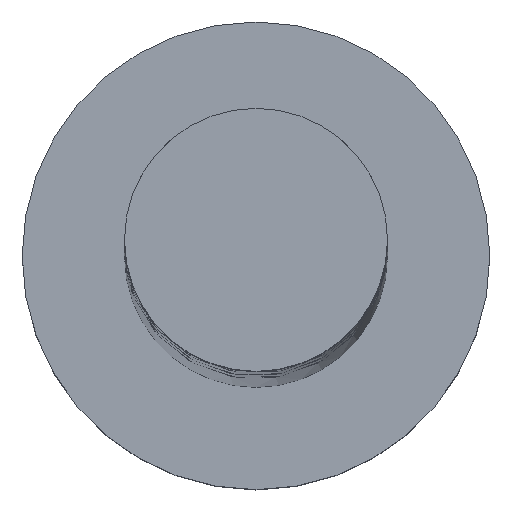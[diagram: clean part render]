
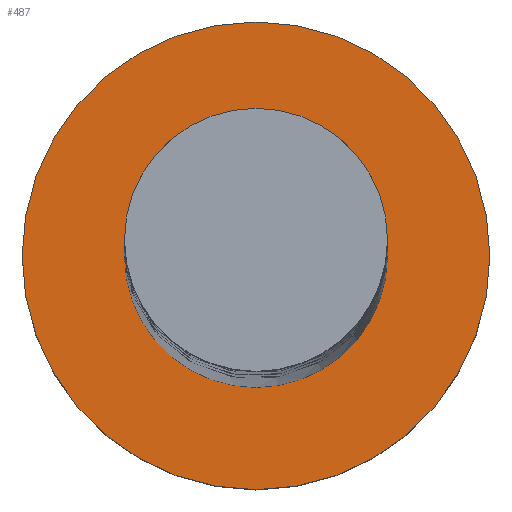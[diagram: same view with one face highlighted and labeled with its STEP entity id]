
A CAD part, top view. The second image highlights one B-rep face of the part: STEP entity #487.
In plain terms, the highlighted planar face has unit normal (0, 0, 1).
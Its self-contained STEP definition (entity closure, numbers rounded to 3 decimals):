
#8 = DIRECTION ( 'NONE',  ( 0., 0., 1. ) ) ;
#16 = ORIENTED_EDGE ( 'NONE', *, *, #596, .F. ) ;
#88 = CARTESIAN_POINT ( 'NONE',  ( -4., 0., 3. ) ) ;
#95 = EDGE_CURVE ( 'NONE', #1580, #1633, #853, .T. ) ;
#127 = CARTESIAN_POINT ( 'NONE',  ( 0., 0., 3. ) ) ;
#163 = CIRCLE ( 'NONE', #238, 4. ) ;
#191 = CIRCLE ( 'NONE', #757, 4. ) ;
#231 = FACE_BOUND ( 'NONE', #315, .T. ) ;
#238 = AXIS2_PLACEMENT_3D ( 'NONE', #1295, #8, #288 ) ;
#288 = DIRECTION ( 'NONE',  ( 1., 0., 0. ) ) ;
#315 = EDGE_LOOP ( 'NONE', ( #1065, #16 ) ) ;
#381 = CARTESIAN_POINT ( 'NONE',  ( 2.25, 0., 3. ) ) ;
#487 = ADVANCED_FACE ( 'NONE', ( #231, #1650 ), #751, .T. ) ;
#528 = AXIS2_PLACEMENT_3D ( 'NONE', #536, #1562, #1623 ) ;
#536 = CARTESIAN_POINT ( 'NONE',  ( 0., 0., 3. ) ) ;
#586 = CARTESIAN_POINT ( 'NONE',  ( 4., 0., 3. ) ) ;
#593 = DIRECTION ( 'NONE',  ( 0., 0., 1. ) ) ;
#596 = EDGE_CURVE ( 'NONE', #1633, #1580, #1410, .T. ) ;
#614 = AXIS2_PLACEMENT_3D ( 'NONE', #1121, #1160, #1001 ) ;
#637 = ORIENTED_EDGE ( 'NONE', *, *, #939, .T. ) ;
#643 = DIRECTION ( 'NONE',  ( 0., 0., 1. ) ) ;
#710 = VERTEX_POINT ( 'NONE', #88 ) ;
#751 = PLANE ( 'NONE',  #528 ) ;
#757 = AXIS2_PLACEMENT_3D ( 'NONE', #127, #643, #1144 ) ;
#774 = EDGE_CURVE ( 'NONE', #710, #1481, #191, .T. ) ;
#853 = CIRCLE ( 'NONE', #614, 2.25 ) ;
#908 = ORIENTED_EDGE ( 'NONE', *, *, #774, .T. ) ;
#939 = EDGE_CURVE ( 'NONE', #1481, #710, #163, .T. ) ;
#1001 = DIRECTION ( 'NONE',  ( 1., 0., 0. ) ) ;
#1065 = ORIENTED_EDGE ( 'NONE', *, *, #95, .F. ) ;
#1112 = AXIS2_PLACEMENT_3D ( 'NONE', #1619, #593, #1626 ) ;
#1121 = CARTESIAN_POINT ( 'NONE',  ( 0., 0., 3. ) ) ;
#1144 = DIRECTION ( 'NONE',  ( 1., 0., 0. ) ) ;
#1160 = DIRECTION ( 'NONE',  ( 0., 0., 1. ) ) ;
#1295 = CARTESIAN_POINT ( 'NONE',  ( 0., 0., 3. ) ) ;
#1354 = CARTESIAN_POINT ( 'NONE',  ( -2.25, 0., 3. ) ) ;
#1368 = EDGE_LOOP ( 'NONE', ( #908, #637 ) ) ;
#1410 = CIRCLE ( 'NONE', #1112, 2.25 ) ;
#1481 = VERTEX_POINT ( 'NONE', #586 ) ;
#1562 = DIRECTION ( 'NONE',  ( 0., 0., 1. ) ) ;
#1580 = VERTEX_POINT ( 'NONE', #1354 ) ;
#1619 = CARTESIAN_POINT ( 'NONE',  ( 0., 0., 3. ) ) ;
#1623 = DIRECTION ( 'NONE',  ( 1., 0., 0. ) ) ;
#1626 = DIRECTION ( 'NONE',  ( 1., 0., 0. ) ) ;
#1633 = VERTEX_POINT ( 'NONE', #381 ) ;
#1650 = FACE_OUTER_BOUND ( 'NONE', #1368, .T. ) ;
